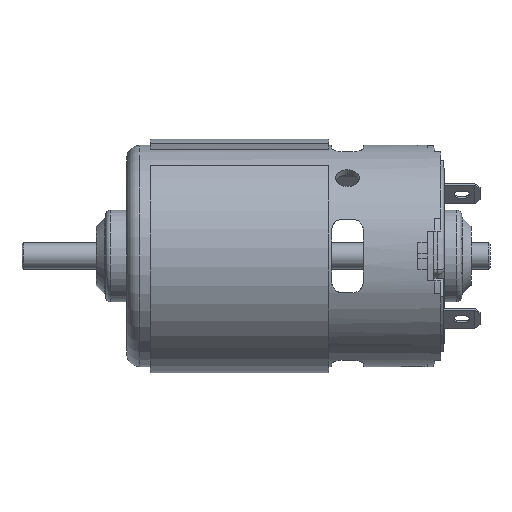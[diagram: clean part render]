
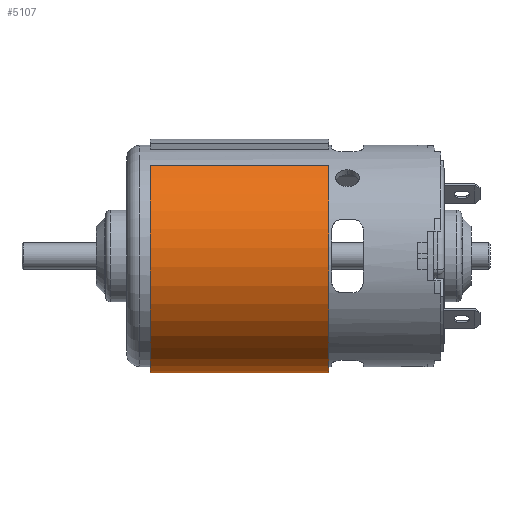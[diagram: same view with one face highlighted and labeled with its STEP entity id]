
A CAD part, left-side view. The second image highlights one B-rep face of the part: STEP entity #5107.
In plain terms, the highlighted cylindrical face has radius 22.2 mm (diameter 44.4 mm), a partial arc.
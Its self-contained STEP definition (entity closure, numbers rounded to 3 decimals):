
#480 = ORIENTED_EDGE ( 'NONE', *, *, #9974, .F. ) ;
#964 = DIRECTION ( 'NONE',  ( 0., 1., 0. ) ) ;
#1045 = ORIENTED_EDGE ( 'NONE', *, *, #6224, .F. ) ;
#1505 = VECTOR ( 'NONE', #11370, 1000. ) ;
#1845 = AXIS2_PLACEMENT_3D ( 'NONE', #14431, #7607, #5276 ) ;
#2038 = CARTESIAN_POINT ( 'NONE',  ( 0., 21.25, 0. ) ) ;
#2068 = VERTEX_POINT ( 'NONE', #2420 ) ;
#2420 = CARTESIAN_POINT ( 'NONE',  ( -13.93, 55.25, 17.286 ) ) ;
#2426 = CARTESIAN_POINT ( 'NONE',  ( 0., 21.25, -22.2 ) ) ;
#3982 = ORIENTED_EDGE ( 'NONE', *, *, #9977, .T. ) ;
#4527 = CYLINDRICAL_SURFACE ( 'NONE', #14769, 22.2 ) ;
#5107 = ADVANCED_FACE ( 'NONE', ( #7761 ), #4527, .T. ) ;
#5276 = DIRECTION ( 'NONE',  ( 0., 0., -1. ) ) ;
#6224 = EDGE_CURVE ( 'NONE', #10729, #9743, #7025, .T. ) ;
#6602 = CARTESIAN_POINT ( 'NONE',  ( -13.93, 21.25, 17.286 ) ) ;
#7025 = LINE ( 'NONE', #2426, #10926 ) ;
#7475 = EDGE_LOOP ( 'NONE', ( #1045, #11349, #3982, #480 ) ) ;
#7607 = DIRECTION ( 'NONE',  ( 0., 1., 0. ) ) ;
#7613 = CARTESIAN_POINT ( 'NONE',  ( -13.93, 21.25, 17.286 ) ) ;
#7761 = FACE_OUTER_BOUND ( 'NONE', #7475, .T. ) ;
#7802 = DIRECTION ( 'NONE',  ( 0., 1., 0. ) ) ;
#8009 = CIRCLE ( 'NONE', #12389, 22.2 ) ;
#8061 = DIRECTION ( 'NONE',  ( 0., 0., 1. ) ) ;
#9657 = VERTEX_POINT ( 'NONE', #7613 ) ;
#9743 = VERTEX_POINT ( 'NONE', #12980 ) ;
#9974 = EDGE_CURVE ( 'NONE', #9743, #2068, #8009, .T. ) ;
#9977 = EDGE_CURVE ( 'NONE', #9657, #2068, #14783, .T. ) ;
#10729 = VERTEX_POINT ( 'NONE', #14445 ) ;
#10926 = VECTOR ( 'NONE', #13929, 1000. ) ;
#11349 = ORIENTED_EDGE ( 'NONE', *, *, #12251, .T. ) ;
#11370 = DIRECTION ( 'NONE',  ( 0., 1., 0. ) ) ;
#12251 = EDGE_CURVE ( 'NONE', #10729, #9657, #14404, .T. ) ;
#12293 = CARTESIAN_POINT ( 'NONE',  ( 0., 55.25, 0. ) ) ;
#12373 = DIRECTION ( 'NONE',  ( 0., 0., -1. ) ) ;
#12389 = AXIS2_PLACEMENT_3D ( 'NONE', #12293, #7802, #12373 ) ;
#12980 = CARTESIAN_POINT ( 'NONE',  ( 0., 55.25, -22.2 ) ) ;
#13929 = DIRECTION ( 'NONE',  ( 0., 1., 0. ) ) ;
#14404 = CIRCLE ( 'NONE', #1845, 22.2 ) ;
#14431 = CARTESIAN_POINT ( 'NONE',  ( 0., 21.25, 0. ) ) ;
#14445 = CARTESIAN_POINT ( 'NONE',  ( 0., 21.25, -22.2 ) ) ;
#14769 = AXIS2_PLACEMENT_3D ( 'NONE', #2038, #964, #8061 ) ;
#14783 = LINE ( 'NONE', #6602, #1505 ) ;
